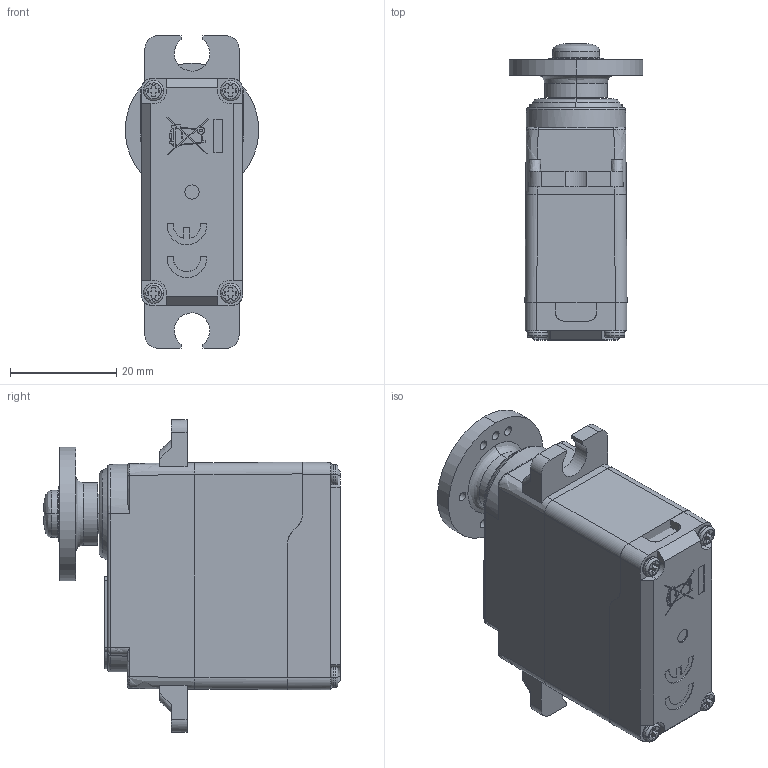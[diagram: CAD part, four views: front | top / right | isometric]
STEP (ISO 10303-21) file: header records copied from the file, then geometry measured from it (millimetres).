
FILE_DESCRIPTION(('FreeCAD Model'),'2;1');
FILE_NAME('Open CASCADE Shape Model','2025-04-27T16:05:19',('FreeCAD'),( 'FreeCAD'),'Open CASCADE STEP processor 7.6','FreeCAD','Unknown');
FILE_SCHEMA(('AUTOMOTIVE_DESIGN { 1 0 10303 214 1 1 1 1 }'));
Products named in the file (1): Open CASCADE STEP translator 7.6 1
Bounding box: 25.13 x 55.83 x 58.86 mm (x, y, z)
Volume: 38722.4 mm3; surface area: 16387.1 mm2
Topology: 11 solids, 19 shells, 1973 faces, 5482 edges, 3606 vertices
Faces by surface type: bspline 1973
Entity records: 73635 total; most frequent: CARTESIAN_POINT 41525, ORIENTED_EDGE 10944, EDGE_CURVE 5472, B_SPLINE_CURVE_WITH_KNOTS 4567, VERTEX_POINT 3606, FACE_BOUND 2080, EDGE_LOOP 2080, ADVANCED_FACE 1973
